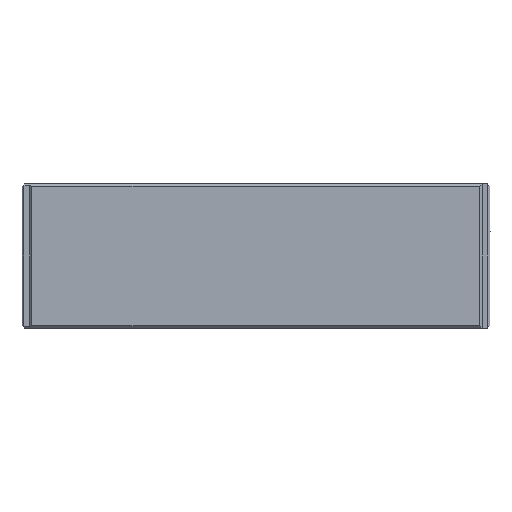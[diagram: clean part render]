
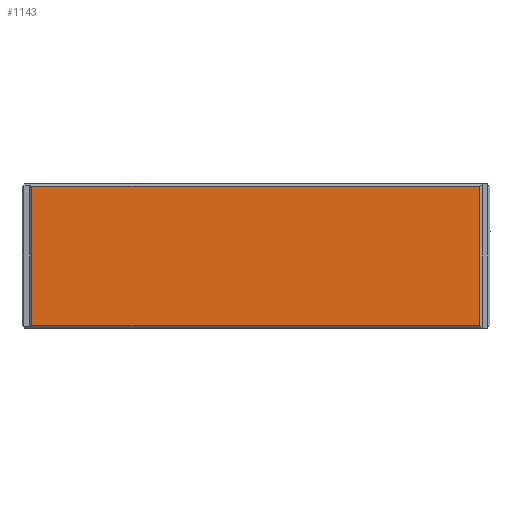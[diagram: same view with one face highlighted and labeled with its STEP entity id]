
A CAD part, left-side view. The second image highlights one B-rep face of the part: STEP entity #1143.
In plain terms, the highlighted planar face has unit normal (-1, 0, 0).
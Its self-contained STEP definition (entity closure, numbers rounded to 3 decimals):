
#872=PLANE('',#6029);
#1143=ADVANCED_FACE('',(#1415),#872,.T.);
#1415=FACE_OUTER_BOUND('',#1713,.T.);
#1713=EDGE_LOOP('',(#3744,#3745,#3746,#3747));
#1933=LINE('',#8288,#2317);
#2024=LINE('',#8566,#2408);
#2123=LINE('',#9381,#2517);
#2124=LINE('',#9383,#2518);
#2317=VECTOR('',#6626,1.);
#2408=VECTOR('',#6891,1.);
#2517=VECTOR('',#7394,1.);
#2518=VECTOR('',#7397,1.);
#3744=ORIENTED_EDGE('',*,*,#5267,.T.);
#3745=ORIENTED_EDGE('',*,*,#4864,.T.);
#3746=ORIENTED_EDGE('',*,*,#5268,.T.);
#3747=ORIENTED_EDGE('',*,*,#4995,.T.);
#4250=VERTEX_POINT('',#8286);
#4252=VERTEX_POINT('',#8289);
#4351=VERTEX_POINT('',#8565);
#4352=VERTEX_POINT('',#8567);
#4864=EDGE_CURVE('',#4252,#4250,#1933,.T.);
#4995=EDGE_CURVE('',#4352,#4351,#2024,.T.);
#5267=EDGE_CURVE('',#4351,#4252,#2123,.T.);
#5268=EDGE_CURVE('',#4250,#4352,#2124,.T.);
#6029=AXIS2_PLACEMENT_3D('',#9386,#7401,#7402);
#6626=DIRECTION('',(0.,0.,1.));
#6891=DIRECTION('',(0.,0.,-1.));
#7394=DIRECTION('',(0.,-1.,0.));
#7397=DIRECTION('',(0.,1.,0.));
#7401=DIRECTION('',(-1.,0.,0.));
#7402=DIRECTION('',(0.,0.,1.));
#8286=CARTESIAN_POINT('',(82.,-170.,-93.));
#8288=CARTESIAN_POINT('',(82.,-170.,-93.));
#8289=CARTESIAN_POINT('',(82.,-170.,-199.));
#8565=CARTESIAN_POINT('',(82.,170.5,-199.));
#8566=CARTESIAN_POINT('',(82.,170.5,-199.));
#8567=CARTESIAN_POINT('',(82.,170.5,-93.));
#9381=CARTESIAN_POINT('',(82.,0.,-199.));
#9383=CARTESIAN_POINT('',(82.,0.,-93.));
#9386=CARTESIAN_POINT('',(82.,0.,-201.));
